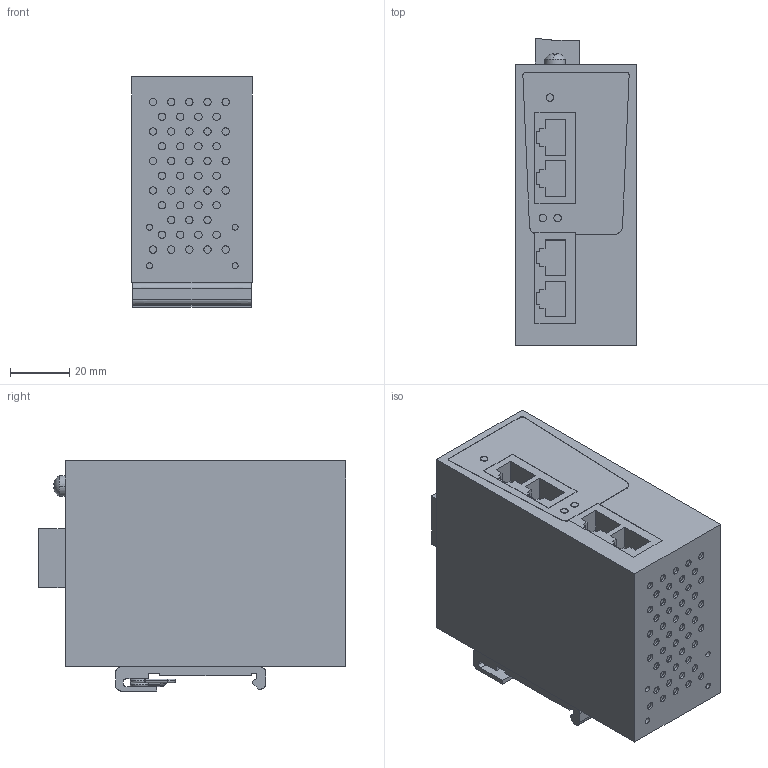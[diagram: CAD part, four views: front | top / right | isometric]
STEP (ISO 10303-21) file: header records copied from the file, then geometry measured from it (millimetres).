
FILE_DESCRIPTION(('CATIA V5 STEP Exchange','CAx-IF Rec.Pracs.--- Model Styling and Organization---1.4--- 2014-01-23'),'2;1');
FILE_NAME ('D1489677_1', '2021-07-30T09:42:42+00:00', ('none'), ('Weidmueller'), 'CATIA Version 5-6 Release 2016 SP3 HF44', 'CATIA V5 STEP AP214', 'none');
FILE_SCHEMA(('AUTOMOTIVE_DESIGN { 1 0 10303 214 1 1 1 1 }'));
Length unit declared in the file: millimetre
Products named in the file (1): S3D_IE_INJ_EL02_2GTPOE
Bounding box: 41 x 104.05 x 78 mm (x, y, z)
Volume: 277494.9 mm3; surface area: 43636.2 mm2
Topology: 14 solids, 14 shells, 588 faces, 1337 edges, 879 vertices
Faces by surface type: plane 332, cylinder 220, torus 20, extrusion 14, sphere 2
Entity records: 16327 total; most frequent: CARTESIAN_POINT 3443, ORIENTED_EDGE 2674, DIRECTION 1981, EDGE_CURVE 1337, VERTEX_POINT 879, AXIS2_PLACEMENT_3D 820, VECTOR 796, LINE 782
